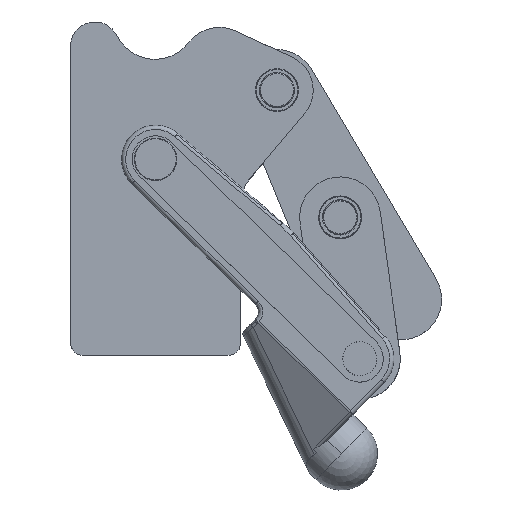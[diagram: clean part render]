
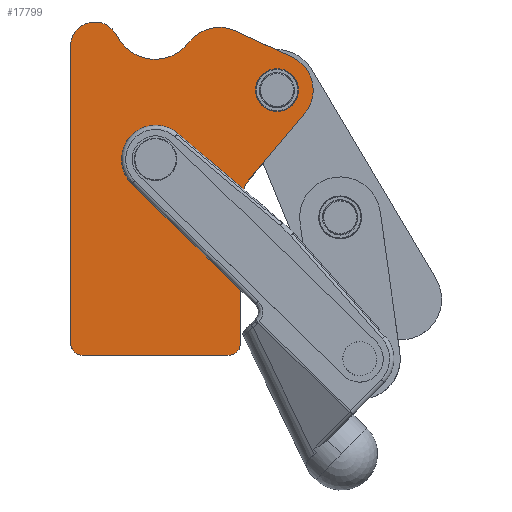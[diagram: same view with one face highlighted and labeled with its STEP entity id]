
A CAD part, top view. The second image highlights one B-rep face of the part: STEP entity #17799.
In plain terms, the highlighted planar face has unit normal (0, 0, 1).
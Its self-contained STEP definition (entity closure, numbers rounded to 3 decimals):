
#5760=CARTESIAN_POINT('',(153.252,-12.792,98.095));
#5761=VERTEX_POINT('',#5760);
#5770=CARTESIAN_POINT('',(173.352,-12.792,98.095));
#5771=VERTEX_POINT('',#5770);
#5772=CARTESIAN_POINT('',(163.302,-12.792,98.095));
#5773=DIRECTION('',(0.0,0.0,-1.0));
#5774=DIRECTION('',(-1.0,0.0,0.0));
#5775=AXIS2_PLACEMENT_3D('',#5772,#5773,#5774);
#5776=CIRCLE('',#5775,10.05);
#5777=EDGE_CURVE('',#5771,#5761,#5776,.T.);
#12796=CARTESIAN_POINT('',(146.302,-74.463,98.095));
#12797=VERTEX_POINT('',#12796);
#12804=CARTESIAN_POINT('',(147.599,-59.344,98.095));
#12805=VERTEX_POINT('',#12804);
#12988=CARTESIAN_POINT('',(130.189,-90.969,98.095));
#12989=VERTEX_POINT('',#12988);
#12990=CARTESIAN_POINT('',(146.302,-74.463,98.095));
#12991=DIRECTION('',(-0.699,-0.716,0.0));
#12992=VECTOR('',#12991,23.068);
#12993=LINE('',#12990,#12992);
#12994=EDGE_CURVE('',#12797,#12989,#12993,.T.);
#16492=CARTESIAN_POINT('',(95.126,-56.741,98.095));
#16493=VERTEX_POINT('',#16492);
#16500=CARTESIAN_POINT('',(130.189,-90.969,98.095));
#16501=DIRECTION('',(-0.716,0.699,0.0));
#16502=VECTOR('',#16501,49.);
#16503=LINE('',#16500,#16502);
#16504=EDGE_CURVE('',#12989,#16493,#16503,.T.);
#16735=CARTESIAN_POINT('',(116.653,-33.091,98.095));
#16736=VERTEX_POINT('',#16735);
#16749=CARTESIAN_POINT('',(116.653,-33.091,98.095));
#16750=DIRECTION('',(0.763,-0.647,0.0));
#16751=VECTOR('',#16750,40.581);
#16752=LINE('',#16749,#16751);
#16753=EDGE_CURVE('',#16736,#12805,#16752,.T.);
#16808=CARTESIAN_POINT('',(106.302,-45.292,98.095));
#16809=DIRECTION('',(0.,0.,-1.0));
#16810=DIRECTION('',(0.699,0.716,0.));
#16811=AXIS2_PLACEMENT_3D('',#16808,#16809,#16810);
#16812=CIRCLE('',#16811,16.);
#16813=EDGE_CURVE('',#16493,#16736,#16812,.T.);
#17677=CARTESIAN_POINT('',(112.696,-56.411,98.095));
#17678=DIRECTION('',(0.0,0.0,1.0));
#17679=DIRECTION('',(1.0,0.0,0.0));
#17680=AXIS2_PLACEMENT_3D('',#17677,#17678,#17679);
#17681=PLANE('',#17680);
#17682=ORIENTED_EDGE('',*,*,#12994,.T.);
#17683=ORIENTED_EDGE('',*,*,#16504,.T.);
#17684=ORIENTED_EDGE('',*,*,#16813,.T.);
#17685=ORIENTED_EDGE('',*,*,#16753,.T.);
#17686=CARTESIAN_POINT('',(150.514,-54.48,98.095));
#17687=VERTEX_POINT('',#17686);
#17688=CARTESIAN_POINT('',(164.302,-66.05,98.095));
#17689=DIRECTION('',(0.0,0.0,1.0));
#17690=DIRECTION('',(-0.766,0.643,0.0));
#17691=AXIS2_PLACEMENT_3D('',#17688,#17689,#17690);
#17692=CIRCLE('',#17691,18.);
#17693=EDGE_CURVE('',#17687,#12805,#17692,.T.);
#17694=ORIENTED_EDGE('',*,*,#17693,.F.);
#17695=CARTESIAN_POINT('',(176.325,-23.719,98.095));
#17696=VERTEX_POINT('',#17695);
#17697=CARTESIAN_POINT('',(176.325,-23.719,98.095));
#17698=DIRECTION('',(-0.643,-0.766,0.0));
#17699=VECTOR('',#17698,40.156);
#17700=LINE('',#17697,#17699);
#17701=EDGE_CURVE('',#17696,#17687,#17700,.T.);
#17702=ORIENTED_EDGE('',*,*,#17701,.F.);
#17703=CARTESIAN_POINT('',(170.487,2.615,98.095));
#17704=VERTEX_POINT('',#17703);
#17705=CARTESIAN_POINT('',(163.302,-12.792,98.095));
#17706=DIRECTION('',(0.0,0.0,-1.0));
#17707=DIRECTION('',(-0.766,0.643,0.0));
#17708=AXIS2_PLACEMENT_3D('',#17705,#17706,#17707);
#17709=CIRCLE('',#17708,17.0);
#17710=EDGE_CURVE('',#17704,#17696,#17709,.T.);
#17711=ORIENTED_EDGE('',*,*,#17710,.F.);
#17712=CARTESIAN_POINT('',(143.878,15.023,98.095));
#17713=VERTEX_POINT('',#17712);
#17714=CARTESIAN_POINT('',(143.878,15.023,98.095));
#17715=DIRECTION('',(0.906,-0.423,0.0));
#17716=VECTOR('',#17715,29.36);
#17717=LINE('',#17714,#17716);
#17718=EDGE_CURVE('',#17713,#17704,#17717,.T.);
#17719=ORIENTED_EDGE('',*,*,#17718,.F.);
#17720=CARTESIAN_POINT('',(121.942,9.604,98.095));
#17721=VERTEX_POINT('',#17720);
#17722=CARTESIAN_POINT('',(136.271,-1.29,98.095));
#17723=DIRECTION('',(0.0,0.0,-1.));
#17724=DIRECTION('',(-0.423,-0.906,0.0));
#17725=AXIS2_PLACEMENT_3D('',#17722,#17723,#17724);
#17726=CIRCLE('',#17725,18.);
#17727=EDGE_CURVE('',#17721,#17713,#17726,.T.);
#17728=ORIENTED_EDGE('',*,*,#17727,.F.);
#17729=CARTESIAN_POINT('',(88.104,12.819,98.095));
#17730=VERTEX_POINT('',#17729);
#17731=CARTESIAN_POINT('',(106.02,21.708,98.095));
#17732=DIRECTION('',(0.0,0.0,1.));
#17733=DIRECTION('',(-0.896,-0.444,0.0));
#17734=AXIS2_PLACEMENT_3D('',#17731,#17732,#17733);
#17735=CIRCLE('',#17734,20.);
#17736=EDGE_CURVE('',#17730,#17721,#17735,.T.);
#17737=ORIENTED_EDGE('',*,*,#17736,.F.);
#17738=CARTESIAN_POINT('',(66.302,7.708,98.095));
#17739=VERTEX_POINT('',#17738);
#17740=CARTESIAN_POINT('',(77.802,7.708,98.095));
#17741=DIRECTION('',(0.0,0.0,-1.));
#17742=DIRECTION('',(-0.896,-0.444,0.0));
#17743=AXIS2_PLACEMENT_3D('',#17740,#17741,#17742);
#17744=CIRCLE('',#17743,11.5);
#17745=EDGE_CURVE('',#17739,#17730,#17744,.T.);
#17746=ORIENTED_EDGE('',*,*,#17745,.F.);
#17747=CARTESIAN_POINT('',(66.302,-131.292,98.095));
#17748=VERTEX_POINT('',#17747);
#17749=CARTESIAN_POINT('',(66.302,-131.292,98.095));
#17750=DIRECTION('',(0.0,1.0,0.0));
#17751=VECTOR('',#17750,139.0);
#17752=LINE('',#17749,#17751);
#17753=EDGE_CURVE('',#17748,#17739,#17752,.T.);
#17754=ORIENTED_EDGE('',*,*,#17753,.F.);
#17755=CARTESIAN_POINT('',(72.302,-137.292,98.095));
#17756=VERTEX_POINT('',#17755);
#17757=CARTESIAN_POINT('',(72.302,-131.292,98.095));
#17758=DIRECTION('',(0.0,0.0,-1.0));
#17759=DIRECTION('',(1.0,0.0,0.0));
#17760=AXIS2_PLACEMENT_3D('',#17757,#17758,#17759);
#17761=CIRCLE('',#17760,6.);
#17762=EDGE_CURVE('',#17756,#17748,#17761,.T.);
#17763=ORIENTED_EDGE('',*,*,#17762,.F.);
#17764=CARTESIAN_POINT('',(140.302,-137.292,98.095));
#17765=VERTEX_POINT('',#17764);
#17766=CARTESIAN_POINT('',(140.302,-137.292,98.095));
#17767=DIRECTION('',(-1.0,0.0,0.0));
#17768=VECTOR('',#17767,68.);
#17769=LINE('',#17766,#17768);
#17770=EDGE_CURVE('',#17765,#17756,#17769,.T.);
#17771=ORIENTED_EDGE('',*,*,#17770,.F.);
#17772=CARTESIAN_POINT('',(146.302,-131.292,98.095));
#17773=VERTEX_POINT('',#17772);
#17774=CARTESIAN_POINT('',(140.302,-131.292,98.095));
#17775=DIRECTION('',(0.0,0.0,-1.0));
#17776=DIRECTION('',(0.0,1.0,0.0));
#17777=AXIS2_PLACEMENT_3D('',#17774,#17775,#17776);
#17778=CIRCLE('',#17777,6.);
#17779=EDGE_CURVE('',#17773,#17765,#17778,.T.);
#17780=ORIENTED_EDGE('',*,*,#17779,.F.);
#17781=CARTESIAN_POINT('',(146.302,-74.463,98.095));
#17782=DIRECTION('',(0.0,-1.0,0.0));
#17783=VECTOR('',#17782,56.829);
#17784=LINE('',#17781,#17783);
#17785=EDGE_CURVE('',#12797,#17773,#17784,.T.);
#17786=ORIENTED_EDGE('',*,*,#17785,.F.);
#17787=EDGE_LOOP('',(#17682,#17683,#17684,#17685,#17694,#17702,#17711,#17719,#17728,#17737,#17746,#17754,#17763,#17771,#17780,#17786));
#17788=FACE_OUTER_BOUND('',#17787,.T.);
#17789=ORIENTED_EDGE('',*,*,#5777,.T.);
#17790=CARTESIAN_POINT('',(163.302,-12.792,98.095));
#17791=DIRECTION('',(0.0,0.0,-1.0));
#17792=DIRECTION('',(-1.0,0.0,0.0));
#17793=AXIS2_PLACEMENT_3D('',#17790,#17791,#17792);
#17794=CIRCLE('',#17793,10.05);
#17795=EDGE_CURVE('',#5761,#5771,#17794,.T.);
#17796=ORIENTED_EDGE('',*,*,#17795,.T.);
#17797=EDGE_LOOP('',(#17789,#17796));
#17798=FACE_BOUND('',#17797,.T.);
#17799=ADVANCED_FACE('',(#17788,#17798),#17681,.T.);
